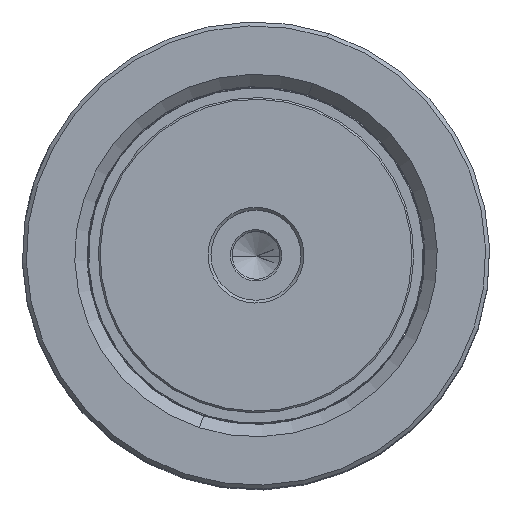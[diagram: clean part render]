
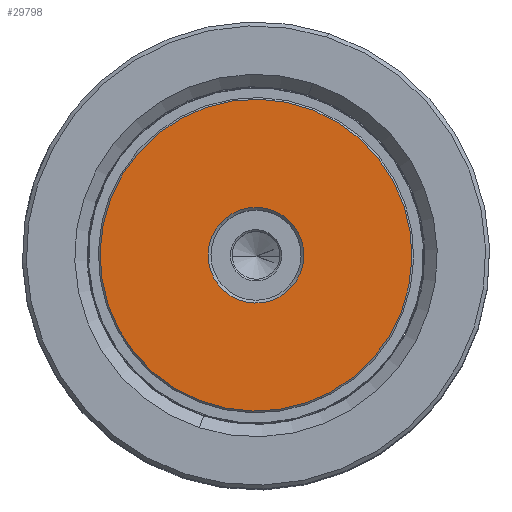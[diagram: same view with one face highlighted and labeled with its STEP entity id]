
A CAD part, top view. The second image highlights one B-rep face of the part: STEP entity #29798.
In plain terms, the highlighted face is planar.
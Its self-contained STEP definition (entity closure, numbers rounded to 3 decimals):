
#563 = EDGE_LOOP ( 'NONE', ( #30270, #35413 ) ) ;
#1165 = DIRECTION ( 'NONE',  ( 0., 0., 1. ) ) ;
#3165 = DIRECTION ( 'NONE',  ( 1., 0., 0. ) ) ;
#4035 = ORIENTED_EDGE ( 'NONE', *, *, #18837, .T. ) ;
#6021 = VERTEX_POINT ( 'NONE', #11991 ) ;
#6866 = DIRECTION ( 'NONE',  ( 1., 0., 0. ) ) ;
#7708 = VERTEX_POINT ( 'NONE', #36605 ) ;
#7936 = CARTESIAN_POINT ( 'NONE',  ( 0., 0., 0. ) ) ;
#8816 = AXIS2_PLACEMENT_3D ( 'NONE', #25733, #39279, #21545 ) ;
#9008 = CIRCLE ( 'NONE', #32937, 27.7 ) ;
#9325 = AXIS2_PLACEMENT_3D ( 'NONE', #38719, #28288, #6866 ) ;
#10529 = CARTESIAN_POINT ( 'NONE',  ( 0., 0., 0. ) ) ;
#11533 = DIRECTION ( 'NONE',  ( 1., 0., 0. ) ) ;
#11991 = CARTESIAN_POINT ( 'NONE',  ( 27.7, 0., 0. ) ) ;
#16897 = EDGE_CURVE ( 'NONE', #7708, #30796, #30869, .T. ) ;
#18837 = EDGE_CURVE ( 'NONE', #6021, #26918, #37453, .T. ) ;
#18877 = EDGE_CURVE ( 'NONE', #26918, #6021, #9008, .T. ) ;
#20998 = CARTESIAN_POINT ( 'NONE',  ( 0., 0., 0. ) ) ;
#21545 = DIRECTION ( 'NONE',  ( 1., 0., 0. ) ) ;
#22493 = CARTESIAN_POINT ( 'NONE',  ( -27.7, 0., 0. ) ) ;
#24444 = DIRECTION ( 'NONE',  ( 0., 0., -1. ) ) ;
#25624 = EDGE_CURVE ( 'NONE', #30796, #7708, #40027, .T. ) ;
#25733 = CARTESIAN_POINT ( 'NONE',  ( 0., 0., 0. ) ) ;
#26918 = VERTEX_POINT ( 'NONE', #22493 ) ;
#28288 = DIRECTION ( 'NONE',  ( 0., 0., 1. ) ) ;
#28756 = AXIS2_PLACEMENT_3D ( 'NONE', #10529, #24444, #3165 ) ;
#28789 = CARTESIAN_POINT ( 'NONE',  ( 8.5, 0., 0. ) ) ;
#29303 = PLANE ( 'NONE',  #31940 ) ;
#29798 = ADVANCED_FACE ( 'NONE', ( #39985, #43908 ), #29303, .F. ) ;
#30270 = ORIENTED_EDGE ( 'NONE', *, *, #16897, .T. ) ;
#30796 = VERTEX_POINT ( 'NONE', #28789 ) ;
#30869 = CIRCLE ( 'NONE', #9325, 8.5 ) ;
#31614 = DIRECTION ( 'NONE',  ( 0., 0., -1. ) ) ;
#31940 = AXIS2_PLACEMENT_3D ( 'NONE', #7936, #1165, #11533 ) ;
#32937 = AXIS2_PLACEMENT_3D ( 'NONE', #20998, #31614, #45927 ) ;
#35413 = ORIENTED_EDGE ( 'NONE', *, *, #25624, .T. ) ;
#36605 = CARTESIAN_POINT ( 'NONE',  ( -8.5, 0., 0. ) ) ;
#37453 = CIRCLE ( 'NONE', #28756, 27.7 ) ;
#38719 = CARTESIAN_POINT ( 'NONE',  ( 0., 0., 0. ) ) ;
#39279 = DIRECTION ( 'NONE',  ( 0., 0., 1. ) ) ;
#39985 = FACE_OUTER_BOUND ( 'NONE', #43261, .T. ) ;
#40027 = CIRCLE ( 'NONE', #8816, 8.5 ) ;
#43261 = EDGE_LOOP ( 'NONE', ( #4035, #44208 ) ) ;
#43908 = FACE_BOUND ( 'NONE', #563, .T. ) ;
#44208 = ORIENTED_EDGE ( 'NONE', *, *, #18877, .T. ) ;
#45927 = DIRECTION ( 'NONE',  ( 1., 0., 0. ) ) ;
